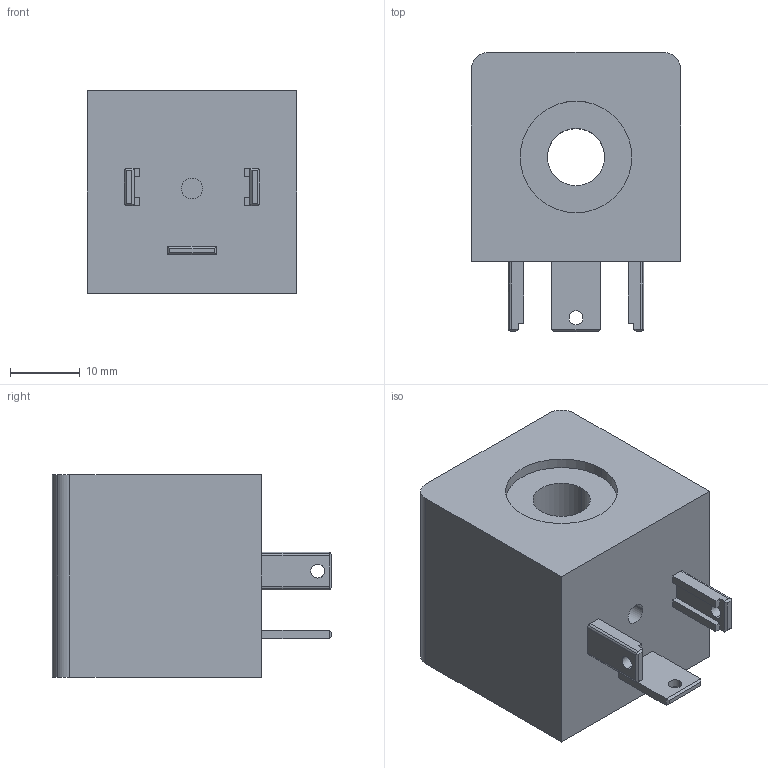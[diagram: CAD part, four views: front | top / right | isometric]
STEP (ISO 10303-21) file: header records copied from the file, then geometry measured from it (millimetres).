
FILE_DESCRIPTION((''),'2;1');
FILE_NAME('00_258_0.stp','2002-11-26T20:56:24',('Branislav Petkovic'),('AZ Pneumatica'),'AutoCAD STEP 2000i','AutoCAD 2000i','Via J. F. Kennedy, 26, 20020 Misinto (MI), ITALY');
FILE_SCHEMA(('CONFIG_CONTROL_DESIGN'));
Length unit declared in the file: millimetre
Products named in the file (2): 00_258_0; PART1
Assembly tree (1 placements, depth 2):
  00_258_0
    PART1
Bounding box: 30 x 40 x 29 mm (x, y, z)
Surface area: 6401.1 mm2 (no closed solid volume)
Topology: 0 solids, 1 shells, 71 faces, 182 edges, 118 vertices
Faces by surface type: plane 47, cylinder 24
Entity records: 2271 total; most frequent: DIRECTION 378, CARTESIAN_POINT 373, ORIENTED_EDGE 364, EDGE_CURVE 182, VECTOR 132, LINE 132, AXIS2_PLACEMENT_3D 123, VERTEX_POINT 118
